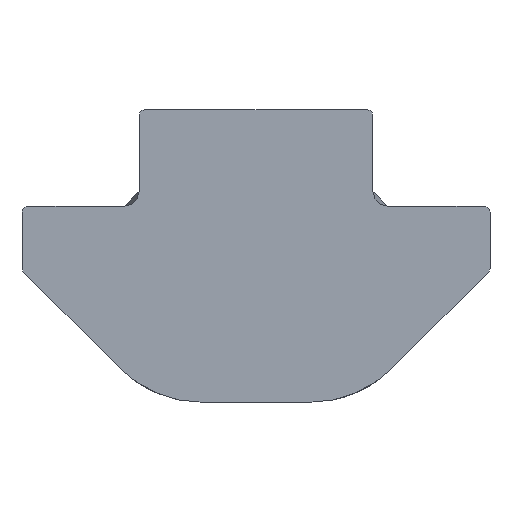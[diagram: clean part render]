
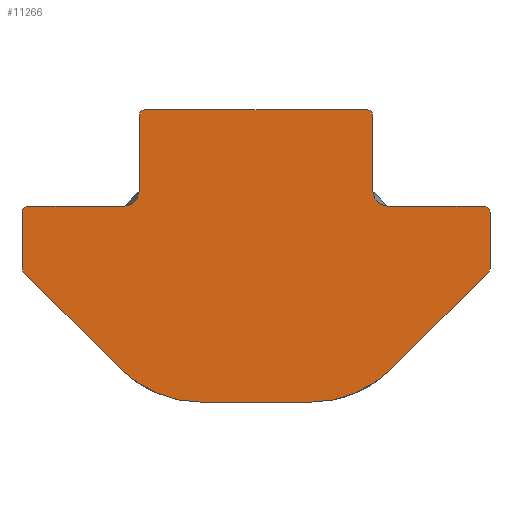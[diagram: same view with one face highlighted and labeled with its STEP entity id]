
A CAD part, front view. The second image highlights one B-rep face of the part: STEP entity #11266.
In plain terms, the highlighted planar face has unit normal (0, -1, 0).
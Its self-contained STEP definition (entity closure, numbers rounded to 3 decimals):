
#324=PLANE('',#12227);
#895=FACE_OUTER_BOUND('',#1565,.T.);
#1565=EDGE_LOOP('',(#10316,#10317,#10318,#10319,#10320,#10321,#10322,#10323,
#10324,#10325,#10326,#10327,#10328,#10329,#10330,#10331,#10332,#10333,#10334,
#10335));
#2867=LINE('',#23771,#3657);
#2870=LINE('',#23776,#3660);
#2875=LINE('',#23790,#3665);
#2881=LINE('',#23806,#3671);
#2887=LINE('',#23822,#3677);
#2894=LINE('',#23843,#3684);
#2897=LINE('',#23852,#3687);
#2898=LINE('',#23854,#3688);
#2901=LINE('',#23860,#3691);
#2905=LINE('',#23872,#3695);
#3657=VECTOR('',#14781,1.);
#3660=VECTOR('',#14784,1.);
#3665=VECTOR('',#14799,1.);
#3671=VECTOR('',#14817,1.);
#3677=VECTOR('',#14835,1.);
#3684=VECTOR('',#14860,1.);
#3687=VECTOR('',#14871,1.);
#3688=VECTOR('',#14874,1.);
#3691=VECTOR('',#14879,1.);
#3695=VECTOR('',#14891,1.);
#3846=CIRCLE('',#11488,4.);
#3849=CIRCLE('',#11541,4.);
#4050=CIRCLE('',#12188,0.5);
#4052=CIRCLE('',#12194,0.2);
#4054=CIRCLE('',#12200,0.2);
#4056=CIRCLE('',#12206,0.5);
#4059=CIRCLE('',#12211,0.2);
#4061=CIRCLE('',#12215,0.2);
#4063=CIRCLE('',#12221,0.2);
#4065=CIRCLE('',#12225,0.2);
#4366=VERTEX_POINT('',#17607);
#4367=VERTEX_POINT('',#17609);
#4372=VERTEX_POINT('',#17719);
#4373=VERTEX_POINT('',#17721);
#5177=VERTEX_POINT('',#23768);
#5178=VERTEX_POINT('',#23770);
#5179=VERTEX_POINT('',#23773);
#5180=VERTEX_POINT('',#23775);
#5182=VERTEX_POINT('',#23781);
#5184=VERTEX_POINT('',#23789);
#5186=VERTEX_POINT('',#23797);
#5188=VERTEX_POINT('',#23805);
#5190=VERTEX_POINT('',#23813);
#5192=VERTEX_POINT('',#23821);
#5195=VERTEX_POINT('',#23835);
#5197=VERTEX_POINT('',#23841);
#5199=VERTEX_POINT('',#23847);
#5201=VERTEX_POINT('',#23858);
#5203=VERTEX_POINT('',#23864);
#5205=VERTEX_POINT('',#23870);
#5606=EDGE_CURVE('',#4367,#4366,#3846,.T.);
#5662=EDGE_CURVE('',#4373,#4372,#3849,.T.);
#6861=EDGE_CURVE('',#5178,#5177,#2867,.T.);
#6864=EDGE_CURVE('',#5180,#5179,#2870,.T.);
#6867=EDGE_CURVE('',#5178,#5182,#4050,.T.);
#6871=EDGE_CURVE('',#5184,#5182,#2875,.T.);
#6875=EDGE_CURVE('',#5186,#5184,#4052,.T.);
#6879=EDGE_CURVE('',#5188,#5186,#2881,.T.);
#6883=EDGE_CURVE('',#5190,#5188,#4054,.T.);
#6887=EDGE_CURVE('',#5192,#5190,#2887,.T.);
#6891=EDGE_CURVE('',#5192,#5179,#4056,.T.);
#6895=EDGE_CURVE('',#5177,#5195,#4059,.T.);
#6898=EDGE_CURVE('',#5195,#5197,#2894,.T.);
#6901=EDGE_CURVE('',#5197,#5199,#4061,.T.);
#6903=EDGE_CURVE('',#5199,#4367,#2897,.T.);
#6904=EDGE_CURVE('',#4366,#4373,#2898,.T.);
#6907=EDGE_CURVE('',#4372,#5201,#2901,.T.);
#6910=EDGE_CURVE('',#5201,#5203,#4063,.T.);
#6913=EDGE_CURVE('',#5203,#5205,#2905,.T.);
#6915=EDGE_CURVE('',#5205,#5180,#4065,.T.);
#10316=ORIENTED_EDGE('',*,*,#6883,.T.);
#10317=ORIENTED_EDGE('',*,*,#6879,.T.);
#10318=ORIENTED_EDGE('',*,*,#6875,.T.);
#10319=ORIENTED_EDGE('',*,*,#6871,.T.);
#10320=ORIENTED_EDGE('',*,*,#6867,.F.);
#10321=ORIENTED_EDGE('',*,*,#6861,.T.);
#10322=ORIENTED_EDGE('',*,*,#6895,.T.);
#10323=ORIENTED_EDGE('',*,*,#6898,.T.);
#10324=ORIENTED_EDGE('',*,*,#6901,.T.);
#10325=ORIENTED_EDGE('',*,*,#6903,.T.);
#10326=ORIENTED_EDGE('',*,*,#5606,.T.);
#10327=ORIENTED_EDGE('',*,*,#6904,.T.);
#10328=ORIENTED_EDGE('',*,*,#5662,.T.);
#10329=ORIENTED_EDGE('',*,*,#6907,.T.);
#10330=ORIENTED_EDGE('',*,*,#6910,.T.);
#10331=ORIENTED_EDGE('',*,*,#6913,.T.);
#10332=ORIENTED_EDGE('',*,*,#6915,.T.);
#10333=ORIENTED_EDGE('',*,*,#6864,.T.);
#10334=ORIENTED_EDGE('',*,*,#6891,.F.);
#10335=ORIENTED_EDGE('',*,*,#6887,.T.);
#11266=ADVANCED_FACE('',(#895),#324,.T.);
#11488=AXIS2_PLACEMENT_3D('',#17610,#12732,#12733);
#11541=AXIS2_PLACEMENT_3D('',#17722,#12891,#12892);
#12188=AXIS2_PLACEMENT_3D('',#23782,#14789,#14790);
#12194=AXIS2_PLACEMENT_3D('',#23798,#14807,#14808);
#12200=AXIS2_PLACEMENT_3D('',#23814,#14825,#14826);
#12206=AXIS2_PLACEMENT_3D('',#23829,#14843,#14844);
#12211=AXIS2_PLACEMENT_3D('',#23837,#14854,#14855);
#12215=AXIS2_PLACEMENT_3D('',#23849,#14866,#14867);
#12221=AXIS2_PLACEMENT_3D('',#23866,#14885,#14886);
#12225=AXIS2_PLACEMENT_3D('',#23875,#14896,#14897);
#12227=AXIS2_PLACEMENT_3D('',#23877,#14900,#14901);
#12732=DIRECTION('center_axis',(0.,-1.,0.));
#12733=DIRECTION('ref_axis',(-0.707,0.,-0.707));
#12891=DIRECTION('center_axis',(0.,-1.,0.));
#12892=DIRECTION('ref_axis',(0.,0.,-1.));
#14781=DIRECTION('',(-1.,0.,0.));
#14784=DIRECTION('',(-1.,0.,0.));
#14789=DIRECTION('center_axis',(0.,-1.,0.));
#14790=DIRECTION('ref_axis',(0.,0.,-1.));
#14799=DIRECTION('',(0.,0.,-1.));
#14807=DIRECTION('center_axis',(0.,-1.,0.));
#14808=DIRECTION('ref_axis',(0.,0.,1.));
#14817=DIRECTION('',(-1.,0.,0.));
#14825=DIRECTION('center_axis',(0.,-1.,0.));
#14826=DIRECTION('ref_axis',(1.,0.,0.));
#14835=DIRECTION('',(0.,0.,1.));
#14843=DIRECTION('center_axis',(0.,-1.,0.));
#14844=DIRECTION('ref_axis',(-1.,0.,0.));
#14854=DIRECTION('center_axis',(0.,-1.,0.));
#14855=DIRECTION('ref_axis',(0.,0.,1.));
#14860=DIRECTION('',(0.,0.,-1.));
#14866=DIRECTION('center_axis',(0.,-1.,0.));
#14867=DIRECTION('ref_axis',(-1.,0.,0.));
#14871=DIRECTION('',(0.707,0.,-0.707));
#14874=DIRECTION('',(1.,0.,0.));
#14879=DIRECTION('',(0.707,0.,0.707));
#14885=DIRECTION('center_axis',(0.,-1.,0.));
#14886=DIRECTION('ref_axis',(0.707,0.,-0.707));
#14891=DIRECTION('',(0.,0.,1.));
#14896=DIRECTION('center_axis',(0.,-1.,0.));
#14897=DIRECTION('ref_axis',(1.,0.,0.));
#14900=DIRECTION('center_axis',(0.,-1.,0.));
#14901=DIRECTION('ref_axis',(1.,0.,0.));
#17607=CARTESIAN_POINT('',(-1.843,-1000.,-6.7));
#17609=CARTESIAN_POINT('',(-4.672,-1000.,-5.528));
#17610=CARTESIAN_POINT('Origin',(-1.843,-1000.,-2.7));
#17719=CARTESIAN_POINT('',(4.672,-1000.,-5.528));
#17721=CARTESIAN_POINT('',(1.843,-1000.,-6.7));
#17722=CARTESIAN_POINT('Origin',(1.843,-1000.,-2.7));
#23768=CARTESIAN_POINT('',(-7.8,-1000.,0.));
#23770=CARTESIAN_POINT('',(-4.5,-1000.,0.));
#23771=CARTESIAN_POINT('',(-4.5,-1000.,0.));
#23773=CARTESIAN_POINT('',(4.5,-1000.,0.));
#23775=CARTESIAN_POINT('',(7.8,-1000.,0.));
#23776=CARTESIAN_POINT('',(7.8,-1000.,0.));
#23781=CARTESIAN_POINT('',(-4.,-1000.,0.5));
#23782=CARTESIAN_POINT('Origin',(-4.5,-1000.,0.5));
#23789=CARTESIAN_POINT('',(-4.,-1000.,3.1));
#23790=CARTESIAN_POINT('',(-4.,-1000.,3.1));
#23797=CARTESIAN_POINT('',(-3.8,-1000.,3.3));
#23798=CARTESIAN_POINT('Origin',(-3.8,-1000.,3.1));
#23805=CARTESIAN_POINT('',(3.8,-1000.,3.3));
#23806=CARTESIAN_POINT('',(3.8,-1000.,3.3));
#23813=CARTESIAN_POINT('',(4.,-1000.,3.1));
#23814=CARTESIAN_POINT('Origin',(3.8,-1000.,3.1));
#23821=CARTESIAN_POINT('',(4.,-1000.,0.5));
#23822=CARTESIAN_POINT('',(4.,-1000.,0.5));
#23829=CARTESIAN_POINT('Origin',(4.5,-1000.,0.5));
#23835=CARTESIAN_POINT('',(-8.,-1000.,-0.2));
#23837=CARTESIAN_POINT('Origin',(-7.8,-1000.,-0.2));
#23841=CARTESIAN_POINT('',(-8.,-1000.,-2.117));
#23843=CARTESIAN_POINT('',(-8.,-1000.,-0.2));
#23847=CARTESIAN_POINT('',(-7.941,-1000.,-2.259));
#23849=CARTESIAN_POINT('Origin',(-7.8,-1000.,-2.117));
#23852=CARTESIAN_POINT('',(-7.941,-1000.,-2.259));
#23854=CARTESIAN_POINT('',(-1.843,-1000.,-6.7));
#23858=CARTESIAN_POINT('',(7.941,-1000.,-2.259));
#23860=CARTESIAN_POINT('',(4.672,-1000.,-5.528));
#23864=CARTESIAN_POINT('',(8.,-1000.,-2.117));
#23866=CARTESIAN_POINT('Origin',(7.8,-1000.,-2.117));
#23870=CARTESIAN_POINT('',(8.,-1000.,-0.2));
#23872=CARTESIAN_POINT('',(8.,-1000.,-2.117));
#23875=CARTESIAN_POINT('Origin',(7.8,-1000.,-0.2));
#23877=CARTESIAN_POINT('Origin',(0.,-1000.,-1.505));
